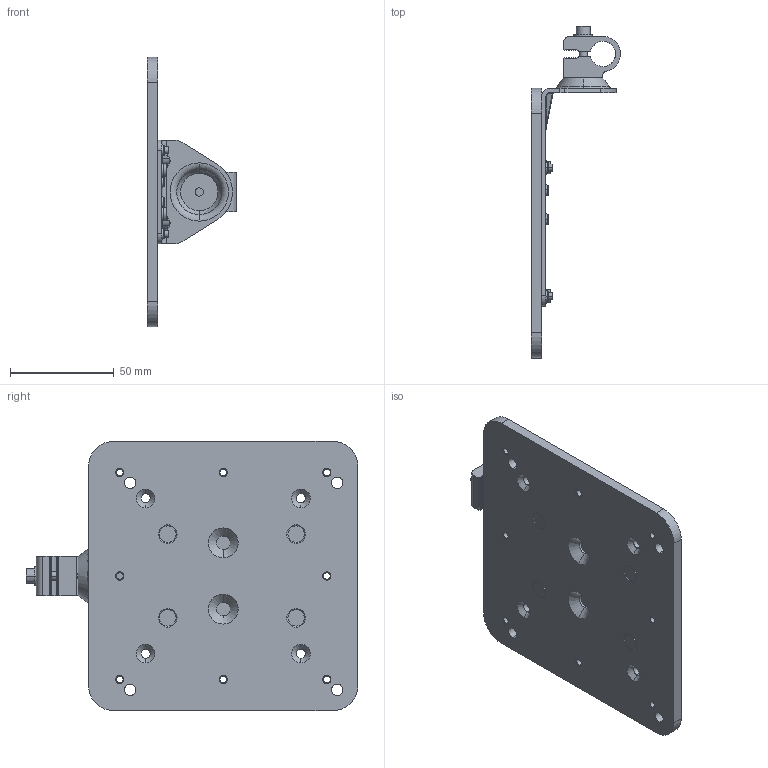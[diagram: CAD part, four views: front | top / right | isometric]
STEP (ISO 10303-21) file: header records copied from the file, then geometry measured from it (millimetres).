
FILE_DESCRIPTION((''),'2;1');
FILE_NAME('DM_CAD-2627_SW0001','2017-06-12T',('creinig-se'),(''),'PRO/ENGINEER BY PARAMETRIC TECHNOLOGY CORPORATION, 2015440','PRO/ENGINEER BY PARAMETRIC TECHNOLOGY CORPORATION, 2015440','');
FILE_SCHEMA(('CONFIG_CONTROL_DESIGN'));
Length unit declared in the file: millimetre
Products named in the file (1): DM_CAD-2627_SW0001
Bounding box: 43 x 160.2 x 130 mm (x, y, z)
Volume: 101616.3 mm3; surface area: 46585 mm2
Topology: 1 solids, 1 shells, 485 faces, 1259 edges, 781 vertices
Faces by surface type: cylinder 196, plane 135, cone 54, torus 46, sphere 30, bspline 24
Entity records: 23801 total; most frequent: CARTESIAN_POINT 8425, DIRECTION 2541, ORIENTED_EDGE 2460, EDGE_CURVE 1230, AXIS2_PLACEMENT_3D 1069, VERTEX_POINT 781, CIRCLE 608, EDGE_LOOP 575
